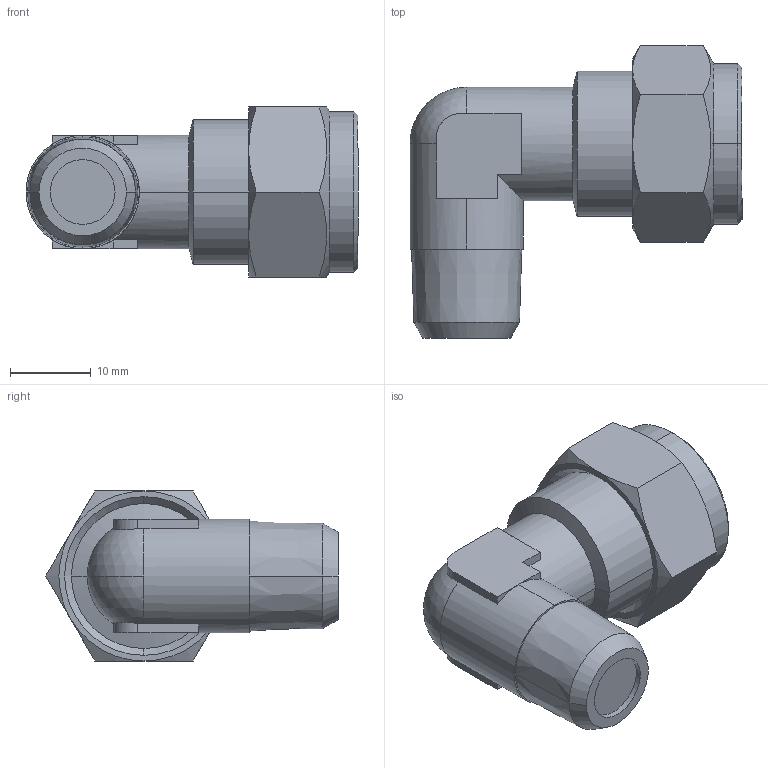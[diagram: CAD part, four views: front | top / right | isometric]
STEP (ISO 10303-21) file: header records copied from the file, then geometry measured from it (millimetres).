
FILE_DESCRIPTION (( 'STEP AP214' ), '1' );
FILE_NAME ('1028000010.step', '2013-02-25T17:14:01', ( '' ), ( '' ), 'SwSTEP 2.0', 'SolidWorks 2012', '' );
FILE_SCHEMA (( 'AUTOMOTIVE_DESIGN' ));
Length unit declared in the file: millimetre
Products named in the file (1): 1028000010
Bounding box: 41 x 36.12 x 21 mm (x, y, z)
Volume: 11942.2 mm3; surface area: 3741.6 mm2
Topology: 1 solids, 5 shells, 81 faces, 177 edges, 108 vertices
Faces by surface type: plane 31, cone 30, cylinder 18, sphere 2
Entity records: 2441 total; most frequent: CARTESIAN_POINT 690, DIRECTION 354, ORIENTED_EDGE 350, EDGE_CURVE 175, AXIS2_PLACEMENT_3D 141, VERTEX_POINT 108, EDGE_LOOP 85, FACE_OUTER_BOUND 81
